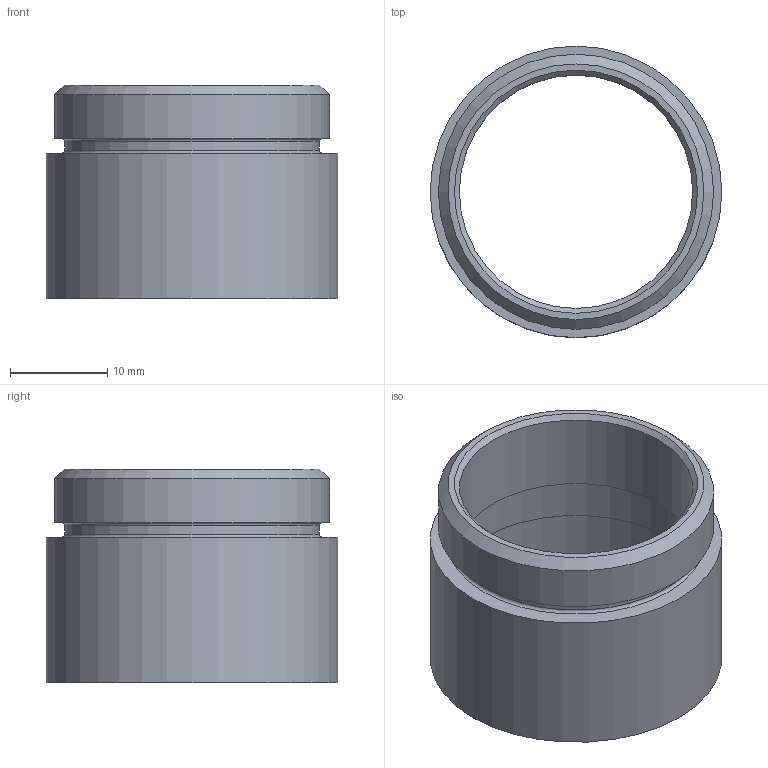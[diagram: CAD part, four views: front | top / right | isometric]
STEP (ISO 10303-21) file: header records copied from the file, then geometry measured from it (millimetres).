
FILE_DESCRIPTION(/* description */ (''),/* implementation_level */ '2;1');
FILE_NAME(/* name */ 'n 16 021 0010nxc001-01.stp',/* time_stamp */ '2019-07-25T10:18:15+02:00',/* author */ (''),/* organization */ (''),/* preprocessor_version */ 'ST-DEVELOPER v16.7',/* originating_system */ 'SIEMENS PLM Software NX 12.0',/* authorisation */ '');
FILE_SCHEMA (('AUTOMOTIVE_DESIGN { 1 0 10303 214 3 1 1 1 }'));
Length unit declared in the file: millimetre
Products named in the file (1): n 16 021 0010nxc001-01
Bounding box: 30 x 30 x 22 mm (x, y, z)
Volume: 3321.4 mm3; surface area: 4349.5 mm2
Topology: 1 solids, 1 shells, 17 faces, 38 edges, 26 vertices
Faces by surface type: cylinder 6, plane 5, cone 4, torus 2
Full cylindrical faces by diameter (mm): 24 x1, 26.18 x1, 26.78 x1, 26.8 x1, 28.3 x1, 30 x1
Entity records: 372 total; most frequent: DIRECTION 70, CARTESIAN_POINT 52, AXIS2_PLACEMENT_3D 35, FACE_BOUND 34, EDGE_LOOP 34, ORIENTED_EDGE 34, ADVANCED_FACE 17, VERTEX_POINT 17
